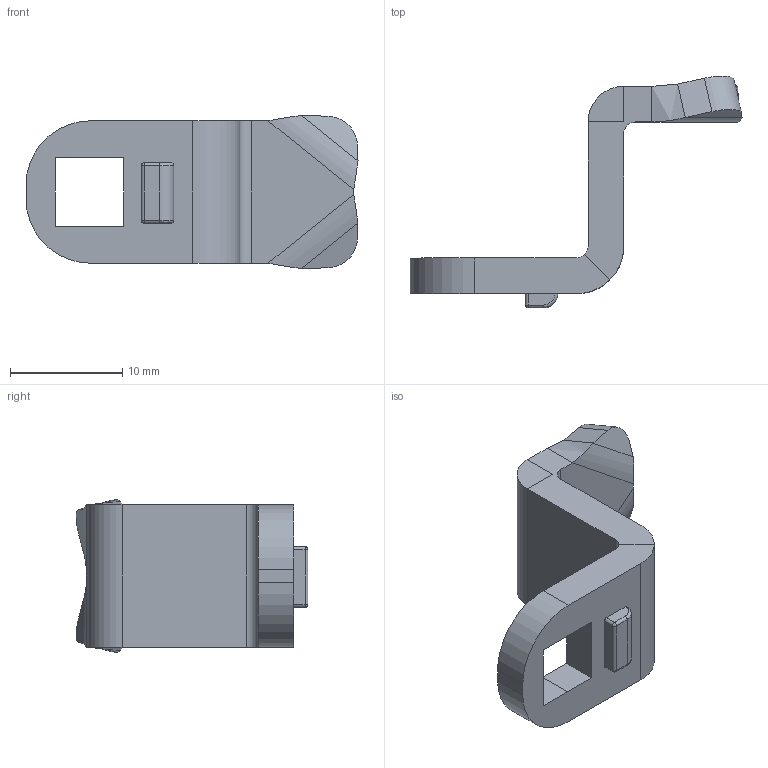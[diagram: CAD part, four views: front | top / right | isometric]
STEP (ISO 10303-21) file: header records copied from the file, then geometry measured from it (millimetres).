
FILE_DESCRIPTION (( 'STEP AP214' ), '1' );
FILE_NAME ('SCE-105419.STEP', '2021-01-28T19:23:45', ( '' ), ( '' ), 'SwSTEP 2.0', 'SolidWorks 2019', '' );
FILE_SCHEMA (( 'AUTOMOTIVE_DESIGN' ));
Length unit declared in the file: inch
Products named in the file (1): SCE-105419
Bounding box: 29.59 x 20.66 x 13.66 mm (x, y, z)
Volume: 1544.9 mm3; surface area: 1430.9 mm2
Topology: 1 solids, 1 shells, 63 faces, 155 edges, 94 vertices
Faces by surface type: plane 37, cylinder 18, bspline 8
Entity records: 1991 total; most frequent: CARTESIAN_POINT 503, ORIENTED_EDGE 306, DIRECTION 287, EDGE_CURVE 153, VECTOR 107, LINE 107, VERTEX_POINT 94, AXIS2_PLACEMENT_3D 90
